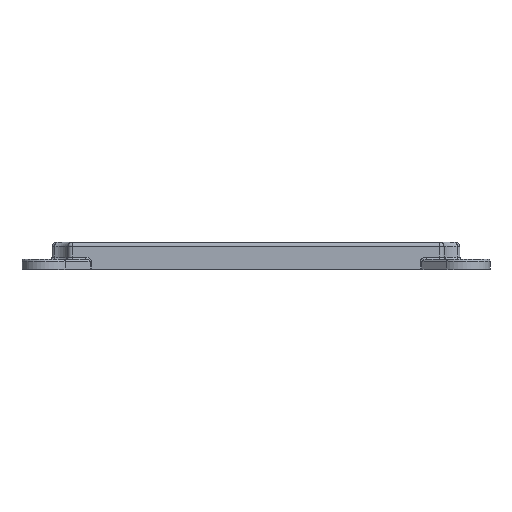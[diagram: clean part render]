
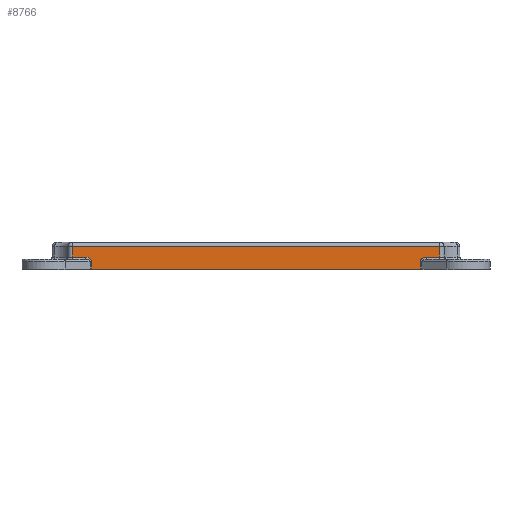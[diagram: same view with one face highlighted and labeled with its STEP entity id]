
A CAD part, top view. The second image highlights one B-rep face of the part: STEP entity #8766.
In plain terms, the highlighted planar face has unit normal (0, 0, 1).
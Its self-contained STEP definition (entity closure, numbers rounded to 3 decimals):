
#233 = ORIENTED_EDGE ( 'NONE', *, *, #9329, .T. ) ;
#525 = DIRECTION ( 'NONE',  ( 1., 0., 0. ) ) ;
#676 = VECTOR ( 'NONE', #3006, 1000. ) ;
#890 = CARTESIAN_POINT ( 'NONE',  ( -38.921, -3.5, 35. ) ) ;
#1161 = CARTESIAN_POINT ( 'NONE',  ( 38.306, -3.914, 35. ) ) ;
#1502 = VECTOR ( 'NONE', #9521, 1000. ) ;
#1514 = LINE ( 'NONE', #8678, #1502 ) ;
#1552 = VERTEX_POINT ( 'NONE', #5202 ) ;
#1616 = AXIS2_PLACEMENT_3D ( 'NONE', #7692, #1722, #7728 ) ;
#1670 = VECTOR ( 'NONE', #1719, 1000. ) ;
#1674 = CARTESIAN_POINT ( 'NONE',  ( -38.306, -6.3, 35. ) ) ;
#1719 = DIRECTION ( 'NONE',  ( 1., 0., 0. ) ) ;
#1722 = DIRECTION ( 'NONE',  ( 0., 0., 1. ) ) ;
#1731 = EDGE_CURVE ( 'NONE', #1552, #8314, #7807, .T. ) ;
#1736 = DIRECTION ( 'NONE',  ( -1., 0., 0. ) ) ;
#1806 = LINE ( 'NONE', #8645, #1670 ) ;
#1810 = CARTESIAN_POINT ( 'NONE',  ( -38.306, -3.914, 35. ) ) ;
#2182 = ORIENTED_EDGE ( 'NONE', *, *, #2693, .T. ) ;
#2228 = VERTEX_POINT ( 'NONE', #10999 ) ;
#2339 = CARTESIAN_POINT ( 'NONE',  ( 47.5, -6.3, 35. ) ) ;
#2492 = ORIENTED_EDGE ( 'NONE', *, *, #9300, .T. ) ;
#2602 = ORIENTED_EDGE ( 'NONE', *, *, #6610, .T. ) ;
#2693 = EDGE_CURVE ( 'NONE', #8717, #9771, #7806, .T. ) ;
#2771 = ORIENTED_EDGE ( 'NONE', *, *, #9936, .T. ) ;
#2782 =( BOUNDED_CURVE ( )  B_SPLINE_CURVE ( 3, ( #6467, #1161, #3036, #9050 ),
 .UNSPECIFIED., .F., .F. ) 
 B_SPLINE_CURVE_WITH_KNOTS ( ( 4, 4 ),
 ( 3.142, 4.712 ),
 .UNSPECIFIED. ) 
 CURVE ( )  GEOMETRIC_REPRESENTATION_ITEM ( )  RATIONAL_B_SPLINE_CURVE ( ( 1., 0.805, 0.805, 1. ) ) 
 REPRESENTATION_ITEM ( '' )  );
#3006 = DIRECTION ( 'NONE',  ( -1., 0., 0. ) ) ;
#3036 = CARTESIAN_POINT ( 'NONE',  ( 38.921, -3.5, 35. ) ) ;
#3146 = VECTOR ( 'NONE', #4226, 1000. ) ;
#3349 = LINE ( 'NONE', #8696, #4150 ) ;
#3718 = CARTESIAN_POINT ( 'NONE',  ( 42.843, -1., 35. ) ) ;
#4065 = VECTOR ( 'NONE', #525, 1000. ) ;
#4150 = VECTOR ( 'NONE', #8500, 1000. ) ;
#4161 = LINE ( 'NONE', #4839, #4065 ) ;
#4210 = FACE_OUTER_BOUND ( 'NONE', #10660, .T. ) ;
#4226 = DIRECTION ( 'NONE',  ( 0., -1., 0. ) ) ;
#4396 = CARTESIAN_POINT ( 'NONE',  ( -38.306, -4.5, 35. ) ) ;
#4433 = VECTOR ( 'NONE', #8847, 1000. ) ;
#4435 = VERTEX_POINT ( 'NONE', #6710 ) ;
#4471 = CARTESIAN_POINT ( 'NONE',  ( -38.306, -4.5, 35. ) ) ;
#4735 = CARTESIAN_POINT ( 'NONE',  ( -42.843, -3.5, 35. ) ) ;
#4745 = LINE ( 'NONE', #3718, #4433 ) ;
#4839 = CARTESIAN_POINT ( 'NONE',  ( 47.5, -3.5, 35. ) ) ;
#5065 = EDGE_CURVE ( 'NONE', #8386, #8314, #6550, .T. ) ;
#5202 = CARTESIAN_POINT ( 'NONE',  ( 38.306, -6.3, 35. ) ) ;
#5591 =( BOUNDED_CURVE ( )  B_SPLINE_CURVE ( 3, ( #9496, #890, #1810, #4396 ),
 .UNSPECIFIED., .F., .F. ) 
 B_SPLINE_CURVE_WITH_KNOTS ( ( 4, 4 ),
 ( 4.712, 6.283 ),
 .UNSPECIFIED. ) 
 CURVE ( )  GEOMETRIC_REPRESENTATION_ITEM ( )  RATIONAL_B_SPLINE_CURVE ( ( 1., 0.805, 0.805, 1. ) ) 
 REPRESENTATION_ITEM ( '' )  );
#5596 = CARTESIAN_POINT ( 'NONE',  ( -42.843, -1., 35. ) ) ;
#5914 = VERTEX_POINT ( 'NONE', #10446 ) ;
#6079 = VERTEX_POINT ( 'NONE', #4735 ) ;
#6128 = ORIENTED_EDGE ( 'NONE', *, *, #1731, .F. ) ;
#6467 = CARTESIAN_POINT ( 'NONE',  ( 38.306, -4.5, 35. ) ) ;
#6550 = LINE ( 'NONE', #1674, #3146 ) ;
#6610 = EDGE_CURVE ( 'NONE', #2228, #8717, #4745, .T. ) ;
#6636 = EDGE_CURVE ( 'NONE', #5914, #4435, #2782, .T. ) ;
#6691 = EDGE_CURVE ( 'NONE', #6079, #9338, #4161, .T. ) ;
#6710 = CARTESIAN_POINT ( 'NONE',  ( 39.79, -3.5, 35. ) ) ;
#6872 = PLANE ( 'NONE',  #1616 ) ;
#6922 = ORIENTED_EDGE ( 'NONE', *, *, #5065, .T. ) ;
#7291 = CARTESIAN_POINT ( 'NONE',  ( -44.5, -1., 35. ) ) ;
#7692 = CARTESIAN_POINT ( 'NONE',  ( 47.5, -23.5, 35. ) ) ;
#7728 = DIRECTION ( 'NONE',  ( 1., 0., 0. ) ) ;
#7806 = LINE ( 'NONE', #7291, #676 ) ;
#7807 = LINE ( 'NONE', #2339, #8354 ) ;
#7872 = CARTESIAN_POINT ( 'NONE',  ( -39.79, -3.5, 35. ) ) ;
#8314 = VERTEX_POINT ( 'NONE', #9464 ) ;
#8347 = EDGE_CURVE ( 'NONE', #9338, #8386, #5591, .T. ) ;
#8354 = VECTOR ( 'NONE', #1736, 1000. ) ;
#8386 = VERTEX_POINT ( 'NONE', #4471 ) ;
#8500 = DIRECTION ( 'NONE',  ( 0., -1., 0. ) ) ;
#8637 = ORIENTED_EDGE ( 'NONE', *, *, #6691, .T. ) ;
#8645 = CARTESIAN_POINT ( 'NONE',  ( 47.5, -3.5, 35. ) ) ;
#8678 = CARTESIAN_POINT ( 'NONE',  ( 38.306, -4., 35. ) ) ;
#8696 = CARTESIAN_POINT ( 'NONE',  ( -42.843, -4., 35. ) ) ;
#8717 = VERTEX_POINT ( 'NONE', #10142 ) ;
#8766 = ADVANCED_FACE ( 'NONE', ( #4210 ), #6872, .T. ) ;
#8847 = DIRECTION ( 'NONE',  ( 0., 1., 0. ) ) ;
#9047 = ORIENTED_EDGE ( 'NONE', *, *, #6636, .T. ) ;
#9050 = CARTESIAN_POINT ( 'NONE',  ( 39.79, -3.5, 35. ) ) ;
#9300 = EDGE_CURVE ( 'NONE', #4435, #2228, #1806, .T. ) ;
#9329 = EDGE_CURVE ( 'NONE', #1552, #5914, #1514, .T. ) ;
#9338 = VERTEX_POINT ( 'NONE', #7872 ) ;
#9464 = CARTESIAN_POINT ( 'NONE',  ( -38.306, -6.3, 35. ) ) ;
#9496 = CARTESIAN_POINT ( 'NONE',  ( -39.79, -3.5, 35. ) ) ;
#9521 = DIRECTION ( 'NONE',  ( 0., 1., 0. ) ) ;
#9771 = VERTEX_POINT ( 'NONE', #5596 ) ;
#9936 = EDGE_CURVE ( 'NONE', #9771, #6079, #3349, .T. ) ;
#10018 = ORIENTED_EDGE ( 'NONE', *, *, #8347, .T. ) ;
#10142 = CARTESIAN_POINT ( 'NONE',  ( 42.843, -1., 35. ) ) ;
#10446 = CARTESIAN_POINT ( 'NONE',  ( 38.306, -4.5, 35. ) ) ;
#10660 = EDGE_LOOP ( 'NONE', ( #233, #9047, #2492, #2602, #2182, #2771, #8637, #10018, #6922, #6128 ) ) ;
#10999 = CARTESIAN_POINT ( 'NONE',  ( 42.843, -3.5, 35. ) ) ;
